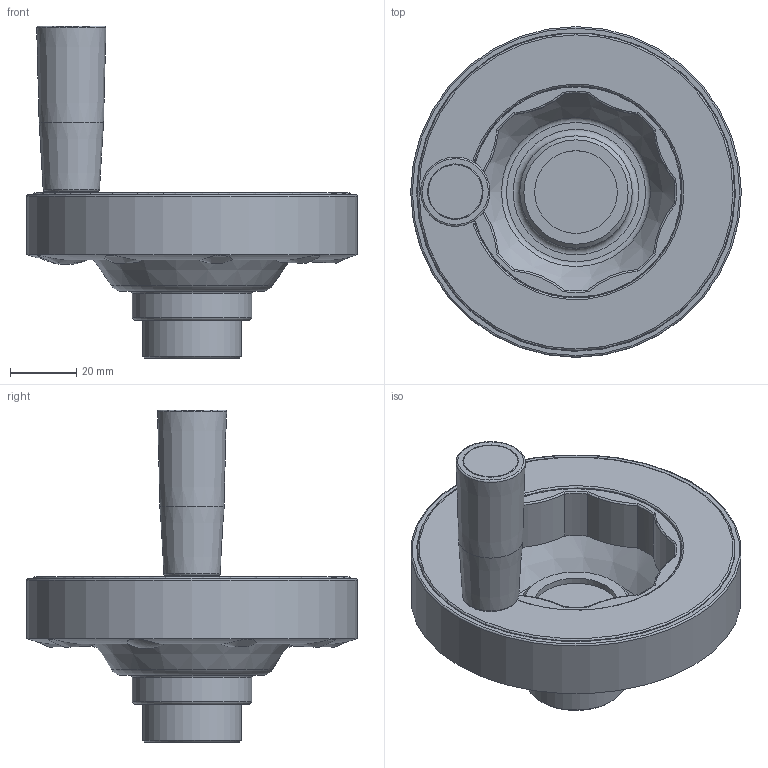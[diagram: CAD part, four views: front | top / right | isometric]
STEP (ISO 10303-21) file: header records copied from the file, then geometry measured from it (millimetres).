
FILE_DESCRIPTION( ( 'Unknown' ), '1' );
FILE_NAME( '6367005_PDA100-MRP.stp', 'Unknown', ( 'Unknown' ), ( 'Unknown' ), 'XStep 1.0', 'Unknown', ' ' );
FILE_SCHEMA( ( 'CONFIG_CONTROL_DESIGN' ) );
Length unit declared in the file: millimetre
Products named in the file (2): 6367005
Bounding box: 100 x 100 x 100.41 mm (x, y, z)
Volume: 91444.2 mm3; surface area: 70747.2 mm2
Topology: 2 solids, 3 shells, 617 faces, 1837 edges, 1195 vertices
Faces by surface type: plane 313, cylinder 171, torus 93, cone 29, bspline 8, sphere 2, revolution 1
Full cylindrical faces by diameter (mm): 3 x7, 3.2 x2, 3.5 x1, 4 x2, 4.8 x1, 5.1 x1, 6.4 x1, 6.52 x1, 8.2 x1, 9 x1, 9.75 x1, 10 x1, 10.2 x1, 12.2 x1, 12.85 x1, 13.244 x1, 16.7 x1, 16.78 x1, 25 x1, 30 x1, 32 x1, 34 x1, 36.15 x1, 96 x1, 96.4 x1, 100 x1
Entity records: 23585 total; most frequent: CARTESIAN_POINT 7364, ORIENTED_EDGE 3508, DIRECTION 3278, EDGE_CURVE 1754, AXIS2_PLACEMENT_3D 1284, VERTEX_POINT 1171, EDGE_LOOP 720, LINE 709
